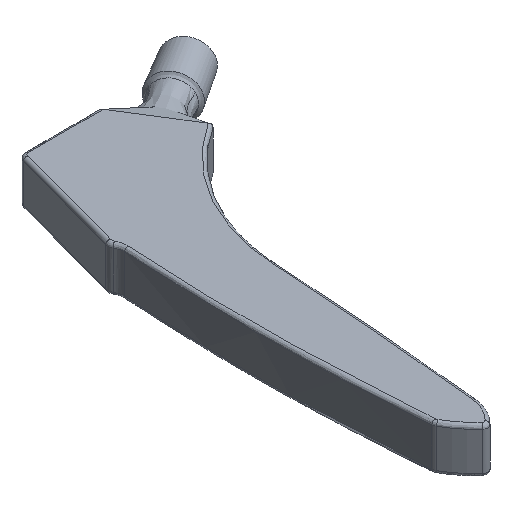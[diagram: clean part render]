
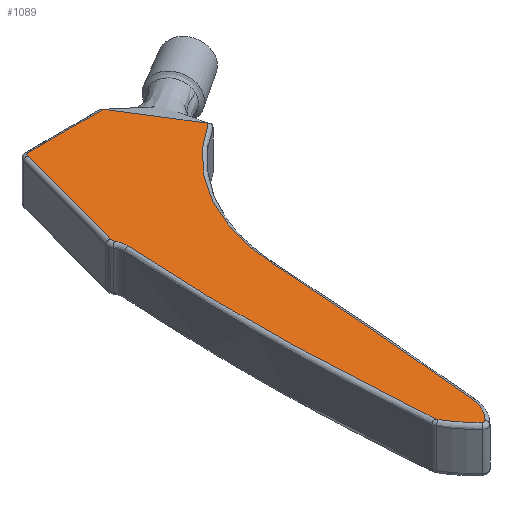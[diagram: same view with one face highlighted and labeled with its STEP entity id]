
A CAD part, isometric view. The second image highlights one B-rep face of the part: STEP entity #1089.
In plain terms, the highlighted free-form (B-spline) face has degree [1, 1] with [2, 2] control points.
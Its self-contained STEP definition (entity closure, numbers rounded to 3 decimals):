
#647 = VERTEX_POINT('',#648);
#648 = CARTESIAN_POINT('',(2.092,170.83,8.89
    ));
#654 = EDGE_CURVE('',#647,#655,#657,.T.);
#655 = VERTEX_POINT('',#656);
#656 = CARTESIAN_POINT('',(31.428,170.83,
    8.89));
#657 = B_SPLINE_CURVE_WITH_KNOTS('',1,(#658,#659),.UNSPECIFIED.,.F.,.F.,
  (2,2),(-16.04,5.409),.PIECEWISE_BEZIER_KNOTS.);
#658 = CARTESIAN_POINT('',(2.092,170.83,8.89
    ));
#659 = CARTESIAN_POINT('',(31.428,170.83,
    8.89));
#693 = EDGE_CURVE('',#694,#647,#696,.T.);
#694 = VERTEX_POINT('',#695);
#695 = CARTESIAN_POINT('',(0.772,169.821,8.89
    ));
#696 = ( BOUNDED_CURVE() B_SPLINE_CURVE(2,(#697,#698,#699),
.UNSPECIFIED.,.F.,.F.) B_SPLINE_CURVE_WITH_KNOTS((3,3),(5.63,
6.936),.PIECEWISE_BEZIER_KNOTS.) CURVE() 
GEOMETRIC_REPRESENTATION_ITEM() RATIONAL_B_SPLINE_CURVE((1.,
0.794,1.)) REPRESENTATION_ITEM('') );
#697 = CARTESIAN_POINT('',(0.772,169.821,8.89
    ));
#698 = CARTESIAN_POINT('',(1.046,170.83,8.89
    ));
#699 = CARTESIAN_POINT('',(2.092,170.83,8.89
    ));
#723 = VERTEX_POINT('',#724);
#724 = CARTESIAN_POINT('',(-11.255,125.51,
    8.89));
#730 = EDGE_CURVE('',#723,#694,#731,.T.);
#731 = B_SPLINE_CURVE_WITH_KNOTS('',1,(#732,#733),.UNSPECIFIED.,.F.,.F.,
  (2,2),(-3.655,29.915),.PIECEWISE_BEZIER_KNOTS.);
#732 = CARTESIAN_POINT('',(-11.255,125.51,
    8.89));
#733 = CARTESIAN_POINT('',(0.772,169.821,8.89
    ));
#754 = VERTEX_POINT('',#755);
#755 = CARTESIAN_POINT('',(-11.07,123.899,
    8.89));
#761 = EDGE_CURVE('',#754,#723,#762,.T.);
#762 = ( BOUNDED_CURVE() B_SPLINE_CURVE(2,(#763,#764,#765),
.UNSPECIFIED.,.F.,.F.) B_SPLINE_CURVE_WITH_KNOTS((3,3),(5.904,
6.663),.PIECEWISE_BEZIER_KNOTS.) CURVE() 
GEOMETRIC_REPRESENTATION_ITEM() RATIONAL_B_SPLINE_CURVE((1.,
0.929,1.)) REPRESENTATION_ITEM('') );
#763 = CARTESIAN_POINT('',(-11.07,123.899,
    8.89));
#764 = CARTESIAN_POINT('',(-11.484,124.667,
    8.89));
#765 = CARTESIAN_POINT('',(-11.255,125.51,
    8.89));
#790 = VERTEX_POINT('',#791);
#791 = CARTESIAN_POINT('',(-10.105,119.499,
    8.89));
#797 = EDGE_CURVE('',#790,#754,#798,.T.);
#798 = ( BOUNDED_CURVE() B_SPLINE_CURVE(2,(#799,#800,#801),
.UNSPECIFIED.,.F.,.F.) B_SPLINE_CURVE_WITH_KNOTS((3,3),(6.005,
6.561),.PIECEWISE_BEZIER_KNOTS.) CURVE() 
GEOMETRIC_REPRESENTATION_ITEM() RATIONAL_B_SPLINE_CURVE((1.,
0.962,1.)) REPRESENTATION_ITEM('') );
#799 = CARTESIAN_POINT('',(-10.105,119.499,
    8.89));
#800 = CARTESIAN_POINT('',(-9.96,121.837,8.89
    ));
#801 = CARTESIAN_POINT('',(-11.07,123.899,
    8.89));
#826 = VERTEX_POINT('',#827);
#827 = CARTESIAN_POINT('',(-8.548,0.862,8.89
    ));
#833 = EDGE_CURVE('',#826,#790,#834,.T.);
#834 = ( BOUNDED_CURVE() B_SPLINE_CURVE(2,(#835,#836,#837),
.UNSPECIFIED.,.F.,.F.) B_SPLINE_CURVE_WITH_KNOTS((3,3),(6.208,
6.358),.PIECEWISE_BEZIER_KNOTS.) CURVE() 
GEOMETRIC_REPRESENTATION_ITEM() RATIONAL_B_SPLINE_CURVE((1.,
0.997,1.)) REPRESENTATION_ITEM('') );
#835 = CARTESIAN_POINT('',(-8.548,0.862,8.89
    ));
#836 = CARTESIAN_POINT('',(-13.795,60.122,
    8.89));
#837 = CARTESIAN_POINT('',(-10.105,119.499,
    8.89));
#862 = VERTEX_POINT('',#863);
#863 = CARTESIAN_POINT('',(-8.277,-0.015,
    8.89));
#869 = EDGE_CURVE('',#862,#826,#870,.T.);
#870 = ( BOUNDED_CURVE() B_SPLINE_CURVE(2,(#871,#872,#873),
.UNSPECIFIED.,.F.,.F.) B_SPLINE_CURVE_WITH_KNOTS((3,3),(6.072,
6.494),.PIECEWISE_BEZIER_KNOTS.) CURVE() 
GEOMETRIC_REPRESENTATION_ITEM() RATIONAL_B_SPLINE_CURVE((1.,
0.978,1.)) REPRESENTATION_ITEM('') );
#871 = CARTESIAN_POINT('',(-8.277,-0.015,
    8.89));
#872 = CARTESIAN_POINT('',(-8.506,0.394,8.89
    ));
#873 = CARTESIAN_POINT('',(-8.548,0.862,8.89
    ));
#898 = VERTEX_POINT('',#899);
#899 = CARTESIAN_POINT('',(-0.546,-9.64,
    8.89));
#905 = EDGE_CURVE('',#898,#862,#906,.T.);
#906 = ( BOUNDED_CURVE() B_SPLINE_CURVE(2,(#907,#908,#909),
.UNSPECIFIED.,.F.,.F.) B_SPLINE_CURVE_WITH_KNOTS((3,3),(6.117,
6.449),.PIECEWISE_BEZIER_KNOTS.) CURVE() 
GEOMETRIC_REPRESENTATION_ITEM() RATIONAL_B_SPLINE_CURVE((1.,
0.986,1.)) REPRESENTATION_ITEM('') );
#907 = CARTESIAN_POINT('',(-0.546,-9.64,
    8.89));
#908 = CARTESIAN_POINT('',(-5.218,-5.475,
    8.89));
#909 = CARTESIAN_POINT('',(-8.277,-0.015,
    8.89));
#940 = EDGE_CURVE('',#941,#898,#943,.T.);
#941 = VERTEX_POINT('',#942);
#942 = CARTESIAN_POINT('',(0.569,-9.618,8.89
    ));
#943 = ( BOUNDED_CURVE() B_SPLINE_CURVE(2,(#944,#945,#946),
.UNSPECIFIED.,.F.,.F.) B_SPLINE_CURVE_WITH_KNOTS((3,3),(5.536,
7.031),.PIECEWISE_BEZIER_KNOTS.) CURVE() 
GEOMETRIC_REPRESENTATION_ITEM() RATIONAL_B_SPLINE_CURVE((1.,
0.733,1.)) REPRESENTATION_ITEM('') );
#944 = CARTESIAN_POINT('',(0.569,-9.618,8.89
    ));
#945 = CARTESIAN_POINT('',(0.022,-10.146,
    8.89));
#946 = CARTESIAN_POINT('',(-0.546,-9.64,
    8.89));
#970 = VERTEX_POINT('',#971);
#971 = CARTESIAN_POINT('',(5.34,0.144,8.89)
  );
#977 = EDGE_CURVE('',#970,#941,#978,.T.);
#978 = ( BOUNDED_CURVE() B_SPLINE_CURVE(2,(#979,#980,#981),
.UNSPECIFIED.,.F.,.F.) B_SPLINE_CURVE_WITH_KNOTS((3,3),(5.934,
6.633),.PIECEWISE_BEZIER_KNOTS.) CURVE() 
GEOMETRIC_REPRESENTATION_ITEM() RATIONAL_B_SPLINE_CURVE((1.,
0.94,1.)) REPRESENTATION_ITEM('') );
#979 = CARTESIAN_POINT('',(5.34,0.144,8.89)
  );
#980 = CARTESIAN_POINT('',(4.734,-5.607,8.89)
  );
#981 = CARTESIAN_POINT('',(0.569,-9.618,8.89
    ));
#1006 = VERTEX_POINT('',#1007);
#1007 = CARTESIAN_POINT('',(12.245,85.446,
    8.89));
#1013 = EDGE_CURVE('',#1006,#970,#1014,.T.);
#1014 = ( BOUNDED_CURVE() B_SPLINE_CURVE(2,(#1015,#1016,#1017),
.UNSPECIFIED.,.F.,.F.) B_SPLINE_CURVE_WITH_KNOTS((3,3),(6.259,
6.308),.PIECEWISE_BEZIER_KNOTS.) CURVE() 
GEOMETRIC_REPRESENTATION_ITEM() RATIONAL_B_SPLINE_CURVE((1.,
1.,1.)) REPRESENTATION_ITEM('') );
#1015 = CARTESIAN_POINT('',(12.245,85.446,
    8.89));
#1016 = CARTESIAN_POINT('',(9.832,42.711,
    8.89));
#1017 = CARTESIAN_POINT('',(5.34,0.144,8.89
    ));
#1042 = VERTEX_POINT('',#1043);
#1043 = CARTESIAN_POINT('',(47.244,145.52,
    8.89));
#1054 = EDGE_CURVE('',#1042,#1006,#1055,.T.);
#1055 = ( BOUNDED_CURVE() B_SPLINE_CURVE(2,(#1056,#1057,#1058),
.UNSPECIFIED.,.F.,.F.) B_SPLINE_CURVE_WITH_KNOTS((3,3),(5.812,
6.754),.PIECEWISE_BEZIER_KNOTS.) CURVE() 
GEOMETRIC_REPRESENTATION_ITEM() RATIONAL_B_SPLINE_CURVE((1.,
0.891,1.)) REPRESENTATION_ITEM('') );
#1056 = CARTESIAN_POINT('',(47.244,145.52,
    8.89));
#1057 = CARTESIAN_POINT('',(14.445,124.396,
    8.89));
#1058 = CARTESIAN_POINT('',(12.245,85.446,
    8.89));
#1089 = ADVANCED_FACE('',(#1090),#1109,.T.);
#1090 = FACE_BOUND('',#1091,.T.);
#1091 = EDGE_LOOP('',(#1092,#1093,#1094,#1095,#1096,#1097,#1098,#1099,
    #1100,#1101,#1102,#1103,#1104));
#1092 = ORIENTED_EDGE('',*,*,#654,.F.);
#1093 = ORIENTED_EDGE('',*,*,#693,.F.);
#1094 = ORIENTED_EDGE('',*,*,#730,.F.);
#1095 = ORIENTED_EDGE('',*,*,#761,.F.);
#1096 = ORIENTED_EDGE('',*,*,#797,.F.);
#1097 = ORIENTED_EDGE('',*,*,#833,.F.);
#1098 = ORIENTED_EDGE('',*,*,#869,.F.);
#1099 = ORIENTED_EDGE('',*,*,#905,.F.);
#1100 = ORIENTED_EDGE('',*,*,#940,.F.);
#1101 = ORIENTED_EDGE('',*,*,#977,.F.);
#1102 = ORIENTED_EDGE('',*,*,#1013,.F.);
#1103 = ORIENTED_EDGE('',*,*,#1054,.F.);
#1104 = ORIENTED_EDGE('',*,*,#1105,.T.);
#1105 = EDGE_CURVE('',#1042,#655,#1106,.T.);
#1106 = B_SPLINE_CURVE_WITH_KNOTS('',1,(#1107,#1108),.UNSPECIFIED.,.F.,
  .F.,(2,2),(1.,22.821),.PIECEWISE_BEZIER_KNOTS.);
#1107 = CARTESIAN_POINT('',(47.244,145.52,
    8.89));
#1108 = CARTESIAN_POINT('',(31.428,170.83,
    8.89));
#1109 = B_SPLINE_SURFACE_WITH_KNOTS('',1,1,(
    (#1110,#1111)
    ,(#1112,#1113
    )),.UNSPECIFIED.,.F.,.F.,.F.,(2,2),(2,2),(-21.286,
    21.756),(-66.05,66.05),.PIECEWISE_BEZIER_KNOTS.);
#1110 = CARTESIAN_POINT('',(-11.626,-9.848,
    8.89));
#1111 = CARTESIAN_POINT('',(-11.626,170.83,
    8.89));
#1112 = CARTESIAN_POINT('',(47.244,-9.848,
    8.89));
#1113 = CARTESIAN_POINT('',(47.244,170.83,
    8.89));
